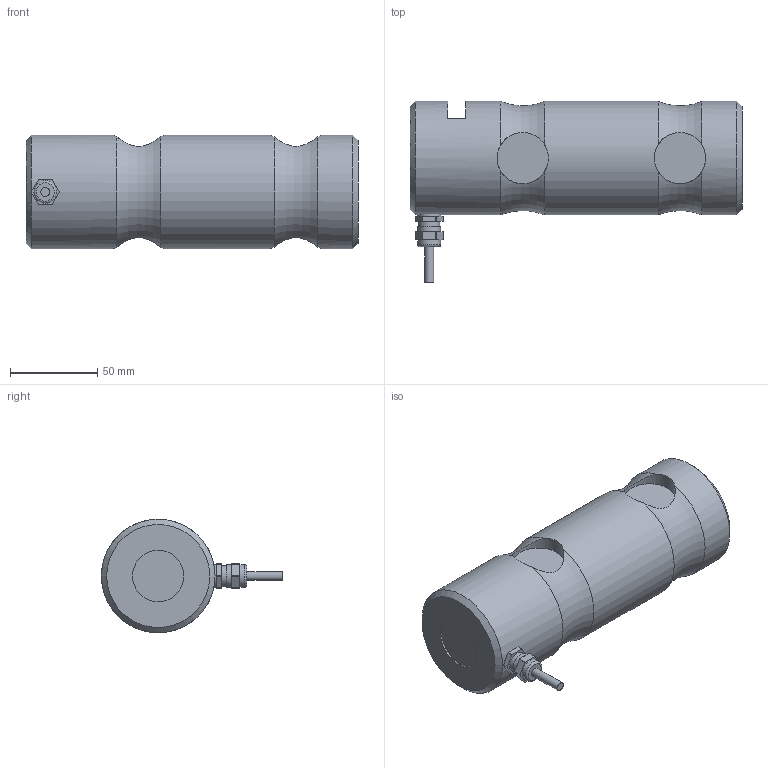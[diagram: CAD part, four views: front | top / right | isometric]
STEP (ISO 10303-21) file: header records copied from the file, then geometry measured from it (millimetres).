
FILE_DESCRIPTION(/* description */ (''),/* implementation_level */ '2;1');
FILE_NAME(/* name */ '535TS-20t v1.step',/* time_stamp */ '2020-01-21T14:52:52-08:00',/* author */ (''),/* organization */ (''),/* preprocessor_version */ 'ST-DEVELOPER v18',/* originating_system */ 'Autodesk Translation Framework v8.12.0.6',/* authorisation */ '');
FILE_SCHEMA (('AUTOMOTIVE_DESIGN { 1 0 10303 214 3 1 1 }'));
Length unit declared in the file: millimetre
Products named in the file (1): 535TS-20t
Bounding box: 190 x 103.67 x 65 mm (x, y, z)
Volume: 598809.5 mm3; surface area: 49285.6 mm2
Topology: 2 solids, 2 shells, 64 faces, 173 edges, 121 vertices
Faces by surface type: plane 30, cylinder 26, torus 5, cone 3
Full cylindrical faces by diameter (mm): 4 x1, 5.1 x1, 12 x1, 13 x3, 29.4 x5, 65 x3
Entity records: 2287 total; most frequent: CARTESIAN_POINT 588, DIRECTION 361, ORIENTED_EDGE 344, EDGE_CURVE 172, AXIS2_PLACEMENT_3D 146, VERTEX_POINT 121, CIRCLE 81, EDGE_LOOP 73
